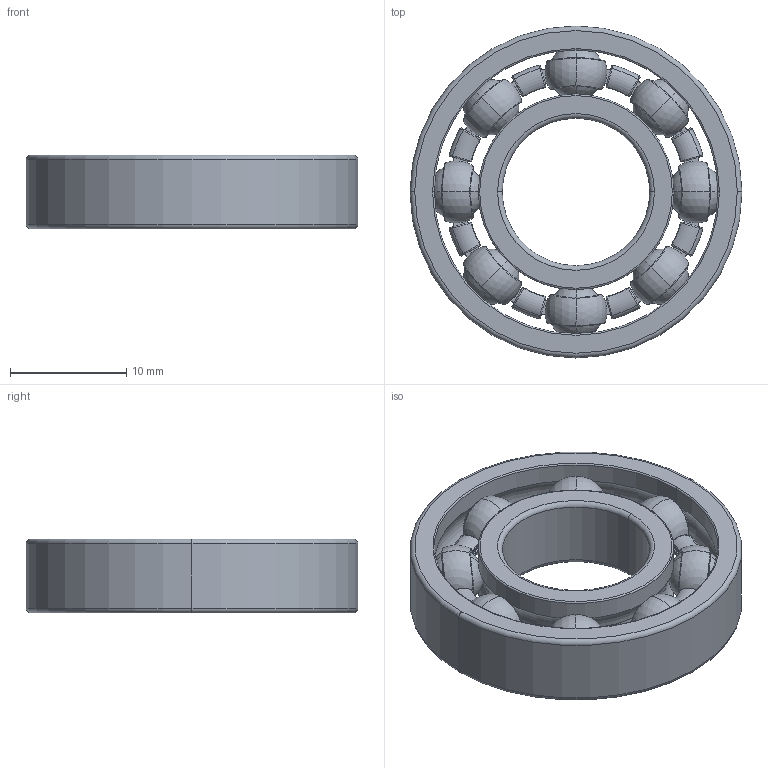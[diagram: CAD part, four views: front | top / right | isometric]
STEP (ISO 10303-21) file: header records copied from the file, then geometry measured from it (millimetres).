
FILE_DESCRIPTION (( 'STEP AP203' ), '1' );
FILE_NAME ('60355K173_Ball Bearing.STEP', '2023-07-06T16:29:43', ( 'Administrator' ), ( 'Managed by Terraform' ), 'SwSTEP 2.0', 'SolidWorks 2017', '' );
FILE_SCHEMA (( 'CONFIG_CONTROL_DESIGN' ));
Length unit declared in the file: inch
Products named in the file (1): 60355K173_Ball Bearing
Bounding box: 28.57 x 28.57 x 6.35 mm (x, y, z)
Volume: 2151.4 mm3; surface area: 3760.8 mm2
Topology: 20 solids, 20 shells, 598 faces, 1556 edges, 930 vertices
Faces by surface type: sphere 176, bspline 160, torus 118, cylinder 76, plane 52, cone 16
Entity records: 26045 total; most frequent: CARTESIAN_POINT 13021, ORIENTED_EDGE 2840, DIRECTION 2746, EDGE_CURVE 1420, AXIS2_PLACEMENT_3D 1367, CIRCLE 928, VERTEX_POINT 858, EDGE_LOOP 602
